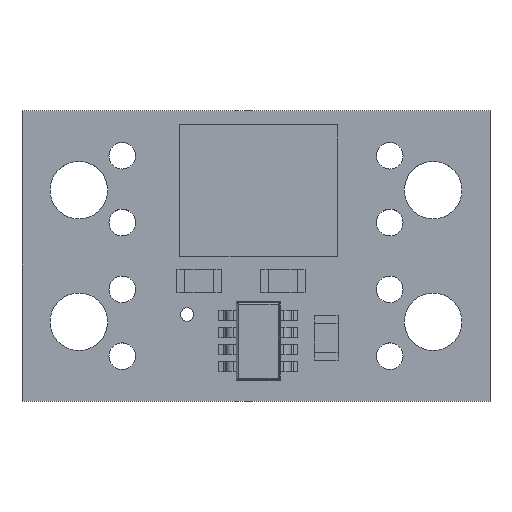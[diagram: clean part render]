
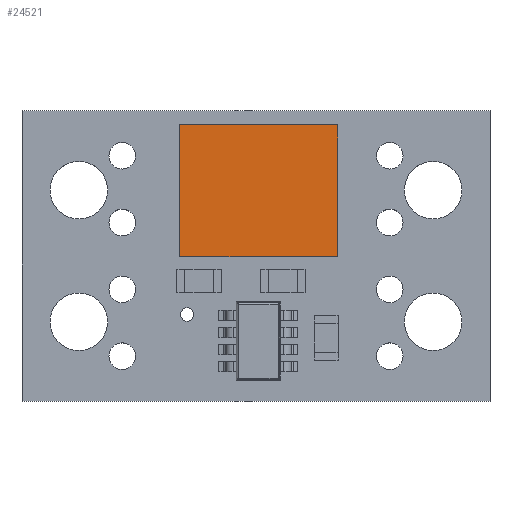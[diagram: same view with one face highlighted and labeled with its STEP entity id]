
A CAD part, top view. The second image highlights one B-rep face of the part: STEP entity #24521.
In plain terms, the highlighted planar face has unit normal (0, 0, 1).
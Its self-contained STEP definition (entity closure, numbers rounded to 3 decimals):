
#1153 = DIRECTION ( 'NONE',  ( 0., 1., 0. ) ) ;
#1411 = AXIS2_PLACEMENT_3D ( 'NONE', #14348, #8883, #20027 ) ;
#2119 = CARTESIAN_POINT ( 'NONE',  ( 5.992, 10.501, 2.016 ) ) ;
#2274 = VECTOR ( 'NONE', #25837, 1000. ) ;
#3162 = EDGE_CURVE ( 'NONE', #13177, #23187, #17478, .T. ) ;
#3826 = VERTEX_POINT ( 'NONE', #9798 ) ;
#4409 = DIRECTION ( 'NONE',  ( 1., 0., 0. ) ) ;
#4616 = ORIENTED_EDGE ( 'NONE', *, *, #9617, .T. ) ;
#4708 = EDGE_LOOP ( 'NONE', ( #18096, #20727, #4616, #18958 ) ) ;
#4894 = EDGE_CURVE ( 'NONE', #23187, #14148, #29346, .T. ) ;
#5972 = FACE_OUTER_BOUND ( 'NONE', #4708, .T. ) ;
#6910 = VECTOR ( 'NONE', #34526, 1000. ) ;
#7480 = CARTESIAN_POINT ( 'NONE',  ( 11.992, 5.501, 2.016 ) ) ;
#8883 = DIRECTION ( 'NONE',  ( 0., 0., -1. ) ) ;
#9617 = EDGE_CURVE ( 'NONE', #3826, #13177, #9940, .T. ) ;
#9798 = CARTESIAN_POINT ( 'NONE',  ( 11.992, 10.501, 2.016 ) ) ;
#9940 = LINE ( 'NONE', #2119, #6910 ) ;
#12045 = CARTESIAN_POINT ( 'NONE',  ( 11.992, 10.501, 2.016 ) ) ;
#13177 = VERTEX_POINT ( 'NONE', #14654 ) ;
#14148 = VERTEX_POINT ( 'NONE', #7480 ) ;
#14348 = CARTESIAN_POINT ( 'NONE',  ( 8.992, 8.001, 2.016 ) ) ;
#14654 = CARTESIAN_POINT ( 'NONE',  ( 5.992, 10.501, 2.016 ) ) ;
#17478 = LINE ( 'NONE', #25667, #2274 ) ;
#18096 = ORIENTED_EDGE ( 'NONE', *, *, #4894, .T. ) ;
#18572 = EDGE_CURVE ( 'NONE', #14148, #3826, #34809, .T. ) ;
#18958 = ORIENTED_EDGE ( 'NONE', *, *, #3162, .T. ) ;
#20027 = DIRECTION ( 'NONE',  ( 0., 1., 0. ) ) ;
#20727 = ORIENTED_EDGE ( 'NONE', *, *, #18572, .T. ) ;
#22911 = PLANE ( 'NONE',  #1411 ) ;
#23187 = VERTEX_POINT ( 'NONE', #29073 ) ;
#24521 = ADVANCED_FACE ( 'NONE', ( #5972 ), #22911, .F. ) ;
#25667 = CARTESIAN_POINT ( 'NONE',  ( 5.992, 10.501, 2.016 ) ) ;
#25837 = DIRECTION ( 'NONE',  ( 0., -1., 0. ) ) ;
#26520 = VECTOR ( 'NONE', #4409, 1000. ) ;
#29073 = CARTESIAN_POINT ( 'NONE',  ( 5.992, 5.501, 2.016 ) ) ;
#29346 = LINE ( 'NONE', #29907, #26520 ) ;
#29907 = CARTESIAN_POINT ( 'NONE',  ( 5.992, 5.501, 2.016 ) ) ;
#30723 = VECTOR ( 'NONE', #1153, 1000. ) ;
#34526 = DIRECTION ( 'NONE',  ( -1., 0., 0. ) ) ;
#34809 = LINE ( 'NONE', #12045, #30723 ) ;
